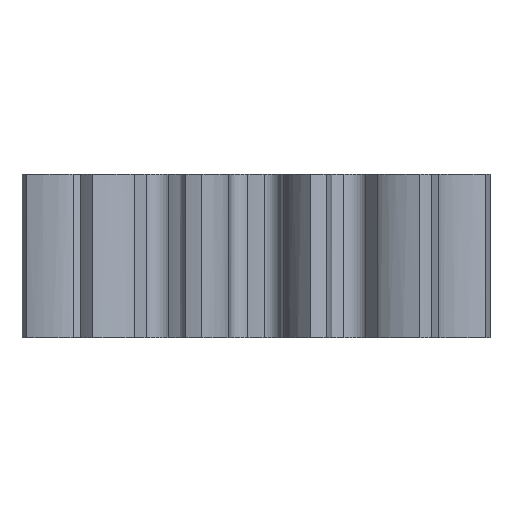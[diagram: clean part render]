
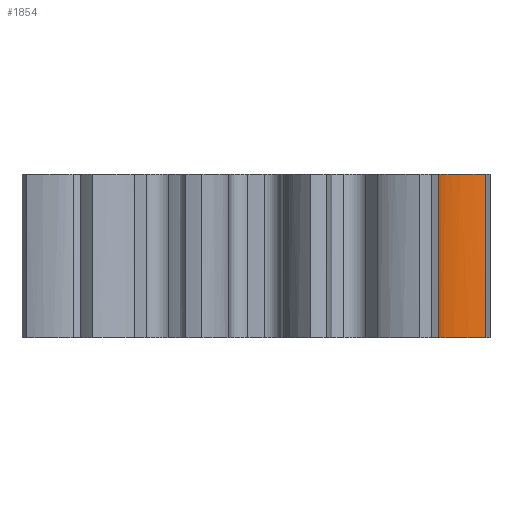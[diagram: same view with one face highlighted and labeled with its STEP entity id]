
A CAD part, front view. The second image highlights one B-rep face of the part: STEP entity #1854.
In plain terms, the highlighted free-form (B-spline) face has degree [3, 1] with [7, 2] control points.
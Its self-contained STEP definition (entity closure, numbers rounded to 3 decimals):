
#21=B_SPLINE_SURFACE_WITH_KNOTS('',3,1,((#3103,#3104),(#3105,#3106),(#3107,
#3108),(#3109,#3110),(#3111,#3112),(#3113,#3114),(#3115,#3116)),
 .UNSPECIFIED.,.F.,.F.,.F.,(4,3,4),(2,2),(-0.958,-0.225,
0.),(0.,0.7),.UNSPECIFIED.);
#47=B_SPLINE_CURVE_WITH_KNOTS('',3,(#2685,#2686,#2687,#2688,#2689,#2690,
#2691),.UNSPECIFIED.,.F.,.F.,(4,3,4),(0.,0.225,0.958),
 .UNSPECIFIED.);
#71=B_SPLINE_CURVE_WITH_KNOTS('',3,(#3118,#3119,#3120,#3121,#3122,#3123,
#3124),.UNSPECIFIED.,.F.,.F.,(4,3,4),(-0.958,-0.225,
0.),.UNSPECIFIED.);
#131=FACE_OUTER_BOUND('',#232,.T.);
#232=EDGE_LOOP('',(#1344,#1345,#1346,#1347));
#360=LINE('',#3102,#508);
#361=LINE('',#3125,#509);
#508=VECTOR('',#2301,10.);
#509=VECTOR('',#2302,10.);
#729=VERTEX_POINT('',#2682);
#730=VERTEX_POINT('',#2684);
#824=VERTEX_POINT('',#3100);
#825=VERTEX_POINT('',#3117);
#927=EDGE_CURVE('',#729,#730,#47,.T.);
#1030=EDGE_CURVE('',#729,#824,#360,.T.);
#1031=EDGE_CURVE('',#825,#824,#71,.T.);
#1032=EDGE_CURVE('',#730,#825,#361,.T.);
#1344=ORIENTED_EDGE('',*,*,#927,.F.);
#1345=ORIENTED_EDGE('',*,*,#1030,.T.);
#1346=ORIENTED_EDGE('',*,*,#1031,.F.);
#1347=ORIENTED_EDGE('',*,*,#1032,.F.);
#1854=ADVANCED_FACE('',(#131),#21,.T.);
#2301=DIRECTION('',(0.,0.,-1.));
#2302=DIRECTION('',(0.,0.,-1.));
#2682=CARTESIAN_POINT('',(8.396,-1.031,7.));
#2684=CARTESIAN_POINT('',(10.294,-0.355,7.));
#2685=CARTESIAN_POINT('Ctrl Pts',(8.396,-1.031,7.));
#2686=CARTESIAN_POINT('Ctrl Pts',(8.488,-1.044,7.));
#2687=CARTESIAN_POINT('Ctrl Pts',(8.657,-1.024,7.));
#2688=CARTESIAN_POINT('Ctrl Pts',(8.808,-0.994,7.));
#2689=CARTESIAN_POINT('Ctrl Pts',(9.301,-0.898,7.));
#2690=CARTESIAN_POINT('Ctrl Pts',(9.806,-0.669,7.));
#2691=CARTESIAN_POINT('Ctrl Pts',(10.294,-0.355,7.));
#3100=CARTESIAN_POINT('',(8.396,-1.031,0.));
#3102=CARTESIAN_POINT('',(8.396,-1.031,7.));
#3103=CARTESIAN_POINT('Ctrl Pts',(10.294,-0.355,7.));
#3104=CARTESIAN_POINT('Ctrl Pts',(10.294,-0.355,0.));
#3105=CARTESIAN_POINT('Ctrl Pts',(9.806,-0.669,7.));
#3106=CARTESIAN_POINT('Ctrl Pts',(9.806,-0.669,0.));
#3107=CARTESIAN_POINT('Ctrl Pts',(9.301,-0.898,7.));
#3108=CARTESIAN_POINT('Ctrl Pts',(9.301,-0.898,0.));
#3109=CARTESIAN_POINT('Ctrl Pts',(8.808,-0.994,7.));
#3110=CARTESIAN_POINT('Ctrl Pts',(8.808,-0.994,0.));
#3111=CARTESIAN_POINT('Ctrl Pts',(8.657,-1.024,7.));
#3112=CARTESIAN_POINT('Ctrl Pts',(8.657,-1.024,0.));
#3113=CARTESIAN_POINT('Ctrl Pts',(8.488,-1.044,7.));
#3114=CARTESIAN_POINT('Ctrl Pts',(8.488,-1.044,0.));
#3115=CARTESIAN_POINT('Ctrl Pts',(8.396,-1.031,7.));
#3116=CARTESIAN_POINT('Ctrl Pts',(8.396,-1.031,0.));
#3117=CARTESIAN_POINT('',(10.294,-0.355,0.));
#3118=CARTESIAN_POINT('Ctrl Pts',(10.294,-0.355,0.));
#3119=CARTESIAN_POINT('Ctrl Pts',(9.806,-0.669,0.));
#3120=CARTESIAN_POINT('Ctrl Pts',(9.301,-0.898,0.));
#3121=CARTESIAN_POINT('Ctrl Pts',(8.808,-0.994,0.));
#3122=CARTESIAN_POINT('Ctrl Pts',(8.657,-1.024,0.));
#3123=CARTESIAN_POINT('Ctrl Pts',(8.488,-1.044,0.));
#3124=CARTESIAN_POINT('Ctrl Pts',(8.396,-1.031,0.));
#3125=CARTESIAN_POINT('',(10.294,-0.355,7.));
